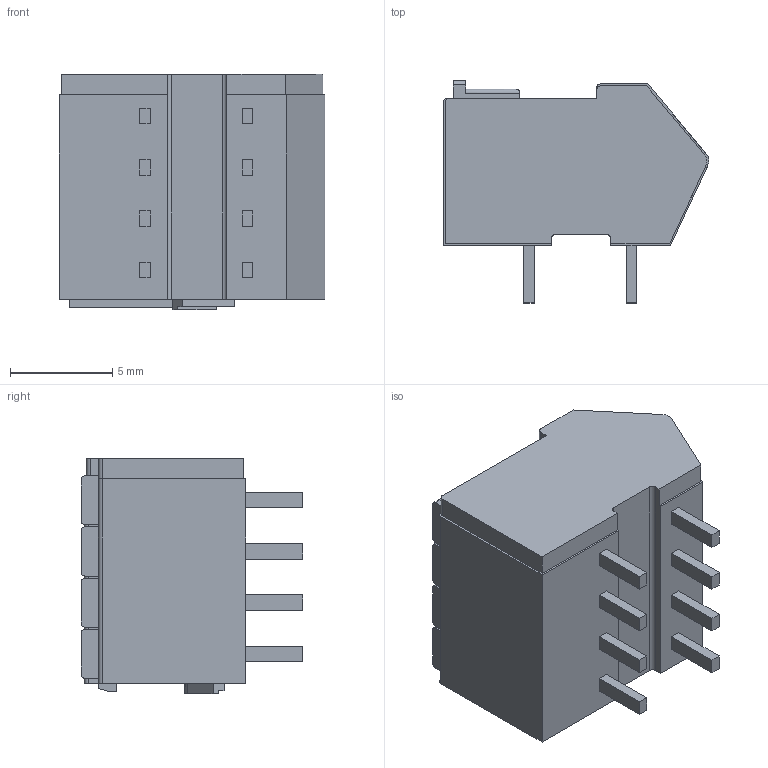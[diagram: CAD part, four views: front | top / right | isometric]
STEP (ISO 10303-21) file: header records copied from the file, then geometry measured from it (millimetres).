
FILE_DESCRIPTION(/* description */ ('STEP AP214'),/* implementation_level */ '2;1');
FILE_NAME(/* name */ '218-104',/* time_stamp */ '2023-09-12T10:47:56+02:00',/* author */ ('License CC BY-ND 4.0'),/* organization */ ('CADENAS'),/* preprocessor_version */ 'ST-DEVELOPER v19.3',/* originating_system */ 'PARTsolutions',/* authorisation */ ' ');
FILE_SCHEMA (('AUTOMOTIVE_DESIGN {1 0 10303 214 3 1 1}'));
Length unit declared in the file: millimetre
Products named in the file (1): 218-104
Bounding box: 13 x 10.85 x 11.5 mm (x, y, z)
Volume: 891.9 mm3; surface area: 895.9 mm2
Topology: 1 solids, 1 shells, 262 faces, 717 edges, 470 vertices
Faces by surface type: plane 213, cylinder 49
Entity records: 10048 total; most frequent: CARTESIAN_POINT 1450, ORIENTED_EDGE 1434, DIRECTION 1342, EDGE_CURVE 717, LINE 618, VECTOR 618, VERTEX_POINT 470, AXIS2_PLACEMENT_3D 362
